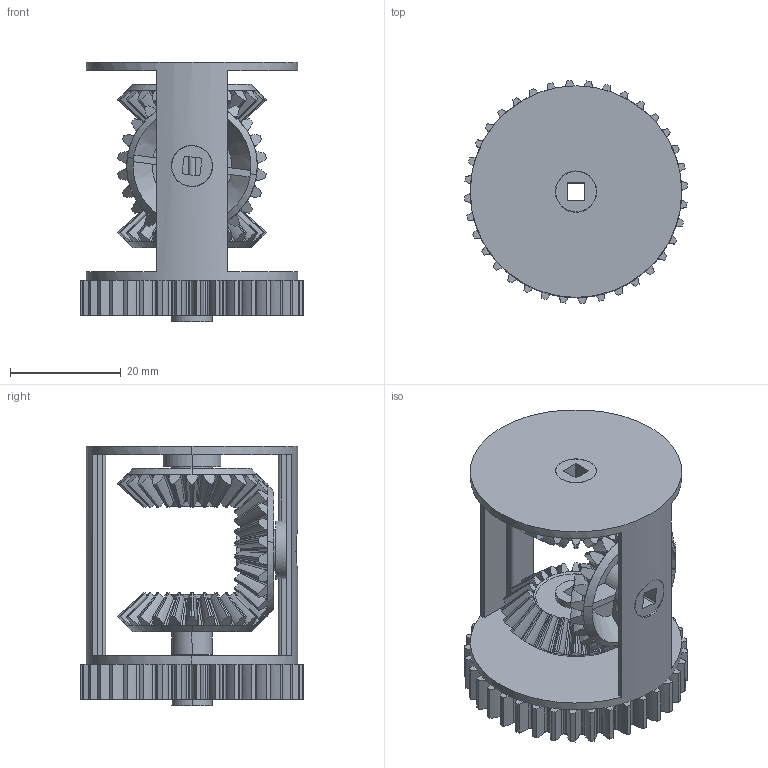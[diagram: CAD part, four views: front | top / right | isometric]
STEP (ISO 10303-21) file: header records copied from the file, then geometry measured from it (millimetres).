
FILE_DESCRIPTION (( 'STEP AP203' ), '1' );
FILE_NAME ('Differential-Assy.STEP', '2007-05-10T16:37:48', ( 'Innovation First, Inc.' ), ( 'Innovation First, Inc.' ), 'SwSTEP 2.0', 'SolidWorks 2006052', '' );
FILE_SCHEMA (( 'CONFIG_CONTROL_DESIGN' ));
Length unit declared in the file: inch
Products named in the file (3): Differential-Assy; Differential-Housing; Bevel-Gear
Assembly tree (4 placements, depth 2):
  Differential-Assy
    Bevel-Gear  x3
    Differential-Housing
Bounding box: 40.19 x 40.19 x 46.77 mm (x, y, z)
Volume: 12579 mm3; surface area: 18784.6 mm2
Topology: 76 solids, 76 shells, 1219 faces, 3114 edges, 2050 vertices
Faces by surface type: bspline 648, plane 336, cylinder 205, cone 30
Entity records: 30229 total; most frequent: CARTESIAN_POINT 15610, ORIENTED_EDGE 3404, DIRECTION 2268, EDGE_CURVE 1702, VERTEX_POINT 1110, AXIS2_PLACEMENT_3D 844, B_SPLINE_CURVE_WITH_KNOTS 666, EDGE_LOOP 656
